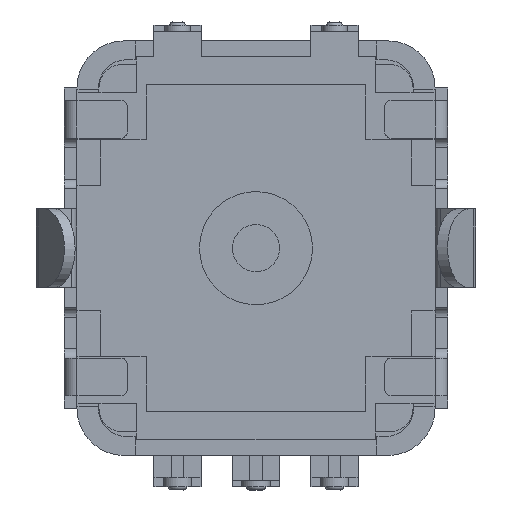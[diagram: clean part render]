
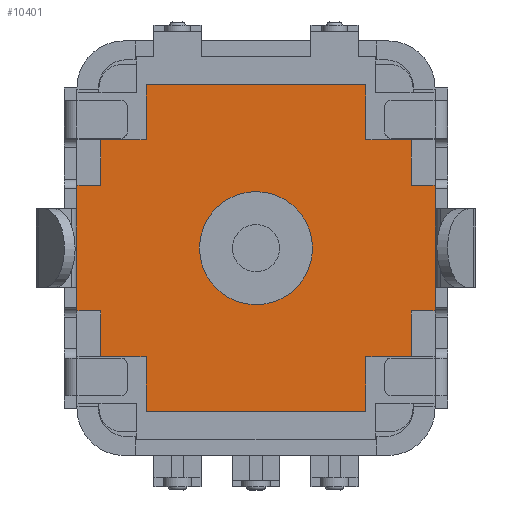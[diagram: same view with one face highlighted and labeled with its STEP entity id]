
A CAD part, front view. The second image highlights one B-rep face of the part: STEP entity #10401.
In plain terms, the highlighted planar face has unit normal (0, -1, 0).
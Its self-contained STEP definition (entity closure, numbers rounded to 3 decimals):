
#541=DIRECTION('',(-1.,0.,0.));
#542=VECTOR('',#541,1.45);
#543=CARTESIAN_POINT('',(4.95,-5.1,-3.45));
#544=LINE('',#543,#542);
#545=DIRECTION('',(0.,0.,-1.));
#546=VECTOR('',#545,1.75);
#547=CARTESIAN_POINT('',(3.5,-5.1,-3.45));
#548=LINE('',#547,#546);
#549=DIRECTION('',(-1.,0.,0.));
#550=VECTOR('',#549,7.);
#551=CARTESIAN_POINT('',(3.5,-5.1,-5.2));
#552=LINE('',#551,#550);
#553=DIRECTION('',(0.,0.,1.));
#554=VECTOR('',#553,1.75);
#555=CARTESIAN_POINT('',(-3.5,-5.1,-5.2));
#556=LINE('',#555,#554);
#557=DIRECTION('',(0.,0.,1.));
#558=VECTOR('',#557,2.5);
#559=CARTESIAN_POINT('',(-5.7,-5.1,-1.25));
#560=LINE('',#559,#558);
#561=DIRECTION('',(1.,0.,0.));
#562=VECTOR('',#561,1.45);
#563=CARTESIAN_POINT('',(-4.95,-5.1,3.45));
#564=LINE('',#563,#562);
#565=DIRECTION('',(0.,0.,1.));
#566=VECTOR('',#565,1.75);
#567=CARTESIAN_POINT('',(-3.5,-5.1,3.45));
#568=LINE('',#567,#566);
#569=DIRECTION('',(1.,0.,0.));
#570=VECTOR('',#569,7.);
#571=CARTESIAN_POINT('',(-3.5,-5.1,5.2));
#572=LINE('',#571,#570);
#573=DIRECTION('',(0.,0.,-1.));
#574=VECTOR('',#573,1.75);
#575=CARTESIAN_POINT('',(3.5,-5.1,5.2));
#576=LINE('',#575,#574);
#577=CARTESIAN_POINT('',(0.,-5.1,0.));
#578=DIRECTION('',(0.,-1.,0.));
#579=DIRECTION('',(1.,0.,0.));
#580=AXIS2_PLACEMENT_3D('',#577,#578,#579);
#582=CARTESIAN_POINT('',(0.,-5.1,0.));
#583=DIRECTION('',(0.,-1.,0.));
#584=DIRECTION('',(-0.998,0.,0.063));
#585=AXIS2_PLACEMENT_3D('',#582,#583,#584);
#587=CARTESIAN_POINT('',(0.,-5.1,0.));
#588=DIRECTION('',(0.,-1.,0.));
#589=DIRECTION('',(-1.,0.,0.));
#590=AXIS2_PLACEMENT_3D('',#587,#588,#589);
#592=CARTESIAN_POINT('',(0.,-5.1,0.));
#593=DIRECTION('',(0.,-1.,0.));
#594=DIRECTION('',(0.998,0.,-0.063));
#595=AXIS2_PLACEMENT_3D('',#592,#593,#594);
#619=DIRECTION('',(0.,0.,1.));
#620=VECTOR('',#619,0.75);
#621=CARTESIAN_POINT('',(5.7,-5.1,-2.));
#622=LINE('',#621,#620);
#731=DIRECTION('',(0.,0.,1.));
#732=VECTOR('',#731,2.5);
#733=CARTESIAN_POINT('',(5.7,-5.1,-1.25));
#734=LINE('',#733,#732);
#739=DIRECTION('',(0.,0.,1.));
#740=VECTOR('',#739,0.75);
#741=CARTESIAN_POINT('',(5.7,-5.1,1.25));
#742=LINE('',#741,#740);
#769=DIRECTION('',(-1.,0.,0.));
#770=VECTOR('',#769,0.75);
#771=CARTESIAN_POINT('',(5.7,-5.1,2.));
#772=LINE('',#771,#770);
#781=DIRECTION('',(0.,0.,1.));
#782=VECTOR('',#781,1.45);
#783=CARTESIAN_POINT('',(4.95,-5.1,2.));
#784=LINE('',#783,#782);
#785=DIRECTION('',(-1.,0.,0.));
#786=VECTOR('',#785,1.45);
#787=CARTESIAN_POINT('',(4.95,-5.1,3.45));
#788=LINE('',#787,#786);
#829=DIRECTION('',(0.,0.,-1.));
#830=VECTOR('',#829,1.45);
#831=CARTESIAN_POINT('',(-4.95,-5.1,3.45));
#832=LINE('',#831,#830);
#845=DIRECTION('',(-1.,0.,0.));
#846=VECTOR('',#845,0.75);
#847=CARTESIAN_POINT('',(-4.95,-5.1,2.));
#848=LINE('',#847,#846);
#879=DIRECTION('',(0.,0.,-1.));
#880=VECTOR('',#879,0.75);
#881=CARTESIAN_POINT('',(-5.7,-5.1,2.));
#882=LINE('',#881,#880);
#1352=DIRECTION('',(0.,0.,-1.));
#1353=VECTOR('',#1352,0.75);
#1354=CARTESIAN_POINT('',(-5.7,-5.1,-1.25));
#1355=LINE('',#1354,#1353);
#1390=DIRECTION('',(1.,0.,0.));
#1391=VECTOR('',#1390,0.75);
#1392=CARTESIAN_POINT('',(-5.7,-5.1,-2.));
#1393=LINE('',#1392,#1391);
#1402=DIRECTION('',(0.,0.,-1.));
#1403=VECTOR('',#1402,1.45);
#1404=CARTESIAN_POINT('',(-4.95,-5.1,-2.));
#1405=LINE('',#1404,#1403);
#1406=DIRECTION('',(1.,0.,0.));
#1407=VECTOR('',#1406,1.45);
#1408=CARTESIAN_POINT('',(-4.95,-5.1,-3.45));
#1409=LINE('',#1408,#1407);
#1450=DIRECTION('',(0.,0.,1.));
#1451=VECTOR('',#1450,1.45);
#1452=CARTESIAN_POINT('',(4.95,-5.1,-3.45));
#1453=LINE('',#1452,#1451);
#1466=DIRECTION('',(1.,0.,0.));
#1467=VECTOR('',#1466,0.75);
#1468=CARTESIAN_POINT('',(4.95,-5.1,-2.));
#1469=LINE('',#1468,#1467);
#8043=CARTESIAN_POINT('',(-5.7,-5.1,1.25));
#8044=VERTEX_POINT('',#8043);
#8065=CARTESIAN_POINT('',(-5.7,-5.1,-1.25));
#8066=VERTEX_POINT('',#8065);
#8067=CARTESIAN_POINT('',(5.7,-5.1,-2.));
#8068=CARTESIAN_POINT('',(5.7,-5.1,-1.25));
#8069=VERTEX_POINT('',#8067);
#8070=VERTEX_POINT('',#8068);
#8071=CARTESIAN_POINT('',(4.95,-5.1,-2.));
#8072=VERTEX_POINT('',#8071);
#8073=CARTESIAN_POINT('',(4.95,-5.1,-3.45));
#8074=VERTEX_POINT('',#8073);
#8075=CARTESIAN_POINT('',(3.5,-5.1,-3.45));
#8076=VERTEX_POINT('',#8075);
#8077=CARTESIAN_POINT('',(3.5,-5.1,-5.2));
#8078=VERTEX_POINT('',#8077);
#8079=CARTESIAN_POINT('',(-3.5,-5.1,-5.2));
#8080=VERTEX_POINT('',#8079);
#8081=CARTESIAN_POINT('',(-3.5,-5.1,-3.45));
#8082=VERTEX_POINT('',#8081);
#8083=CARTESIAN_POINT('',(-4.95,-5.1,-3.45));
#8084=VERTEX_POINT('',#8083);
#8085=CARTESIAN_POINT('',(-4.95,-5.1,-2.));
#8086=VERTEX_POINT('',#8085);
#8087=CARTESIAN_POINT('',(-5.7,-5.1,-2.));
#8088=VERTEX_POINT('',#8087);
#8089=CARTESIAN_POINT('',(-5.7,-5.1,2.));
#8090=VERTEX_POINT('',#8089);
#8091=CARTESIAN_POINT('',(-4.95,-5.1,2.));
#8092=VERTEX_POINT('',#8091);
#8093=CARTESIAN_POINT('',(-4.95,-5.1,3.45));
#8094=VERTEX_POINT('',#8093);
#8095=CARTESIAN_POINT('',(-3.5,-5.1,3.45));
#8096=VERTEX_POINT('',#8095);
#8097=CARTESIAN_POINT('',(-3.5,-5.1,5.2));
#8098=VERTEX_POINT('',#8097);
#8099=CARTESIAN_POINT('',(3.5,-5.1,5.2));
#8100=VERTEX_POINT('',#8099);
#8101=CARTESIAN_POINT('',(3.5,-5.1,3.45));
#8102=VERTEX_POINT('',#8101);
#8103=CARTESIAN_POINT('',(4.95,-5.1,3.45));
#8104=VERTEX_POINT('',#8103);
#8105=CARTESIAN_POINT('',(4.95,-5.1,2.));
#8106=VERTEX_POINT('',#8105);
#8107=CARTESIAN_POINT('',(5.7,-5.1,2.));
#8108=VERTEX_POINT('',#8107);
#8109=CARTESIAN_POINT('',(5.7,-5.1,1.25));
#8110=VERTEX_POINT('',#8109);
#8111=CARTESIAN_POINT('',(1.8,-5.1,0.));
#8112=CARTESIAN_POINT('',(-1.796,-5.1,0.113));
#8113=VERTEX_POINT('',#8111);
#8114=VERTEX_POINT('',#8112);
#8115=CARTESIAN_POINT('',(-1.8,-5.1,0.));
#8116=VERTEX_POINT('',#8115);
#8117=CARTESIAN_POINT('',(1.796,-5.1,-0.113));
#8118=VERTEX_POINT('',#8117);
#10337=CARTESIAN_POINT('',(0.,-5.1,0.));
#10338=DIRECTION('',(0.,1.,0.));
#10339=DIRECTION('',(-1.,0.,0.));
#10340=AXIS2_PLACEMENT_3D('',#10337,#10338,#10339);
#10341=PLANE('',#10340);
#10343=ORIENTED_EDGE('',*,*,#10342,.F.);
#10345=ORIENTED_EDGE('',*,*,#10344,.F.);
#10347=ORIENTED_EDGE('',*,*,#10346,.F.);
#10349=ORIENTED_EDGE('',*,*,#10348,.T.);
#10351=ORIENTED_EDGE('',*,*,#10350,.T.);
#10353=ORIENTED_EDGE('',*,*,#10352,.T.);
#10355=ORIENTED_EDGE('',*,*,#10354,.T.);
#10357=ORIENTED_EDGE('',*,*,#10356,.F.);
#10359=ORIENTED_EDGE('',*,*,#10358,.F.);
#10361=ORIENTED_EDGE('',*,*,#10360,.F.);
#10363=ORIENTED_EDGE('',*,*,#10362,.F.);
#10364=ORIENTED_EDGE('',*,*,#10330,.T.);
#10366=ORIENTED_EDGE('',*,*,#10365,.F.);
#10368=ORIENTED_EDGE('',*,*,#10367,.F.);
#10370=ORIENTED_EDGE('',*,*,#10369,.F.);
#10372=ORIENTED_EDGE('',*,*,#10371,.T.);
#10374=ORIENTED_EDGE('',*,*,#10373,.T.);
#10376=ORIENTED_EDGE('',*,*,#10375,.T.);
#10378=ORIENTED_EDGE('',*,*,#10377,.T.);
#10380=ORIENTED_EDGE('',*,*,#10379,.F.);
#10382=ORIENTED_EDGE('',*,*,#10381,.F.);
#10384=ORIENTED_EDGE('',*,*,#10383,.F.);
#10386=ORIENTED_EDGE('',*,*,#10385,.F.);
#10388=ORIENTED_EDGE('',*,*,#10387,.F.);
#10389=EDGE_LOOP('',(#10343,#10345,#10347,#10349,#10351,#10353,#10355,#10357,
#10359,#10361,#10363,#10364,#10366,#10368,#10370,#10372,#10374,#10376,#10378,
#10380,#10382,#10384,#10386,#10388));
#10390=FACE_OUTER_BOUND('',#10389,.F.);
#10392=ORIENTED_EDGE('',*,*,#10391,.T.);
#10394=ORIENTED_EDGE('',*,*,#10393,.T.);
#10396=ORIENTED_EDGE('',*,*,#10395,.T.);
#10398=ORIENTED_EDGE('',*,*,#10397,.T.);
#10399=EDGE_LOOP('',(#10392,#10394,#10396,#10398));
#10400=FACE_BOUND('',#10399,.F.);
#10401=ADVANCED_FACE('',(#10390,#10400),#10341,.F.);
#581=CIRCLE('',#580,1.8);
#586=CIRCLE('',#585,1.8);
#591=CIRCLE('',#590,1.8);
#596=CIRCLE('',#595,1.8);
#10330=EDGE_CURVE('',#8066,#8044,#560,.T.);
#10342=EDGE_CURVE('',#8069,#8070,#622,.T.);
#10344=EDGE_CURVE('',#8072,#8069,#1469,.T.);
#10346=EDGE_CURVE('',#8074,#8072,#1453,.T.);
#10348=EDGE_CURVE('',#8074,#8076,#544,.T.);
#10350=EDGE_CURVE('',#8076,#8078,#548,.T.);
#10352=EDGE_CURVE('',#8078,#8080,#552,.T.);
#10354=EDGE_CURVE('',#8080,#8082,#556,.T.);
#10356=EDGE_CURVE('',#8084,#8082,#1409,.T.);
#10358=EDGE_CURVE('',#8086,#8084,#1405,.T.);
#10360=EDGE_CURVE('',#8088,#8086,#1393,.T.);
#10362=EDGE_CURVE('',#8066,#8088,#1355,.T.);
#10365=EDGE_CURVE('',#8090,#8044,#882,.T.);
#10367=EDGE_CURVE('',#8092,#8090,#848,.T.);
#10369=EDGE_CURVE('',#8094,#8092,#832,.T.);
#10371=EDGE_CURVE('',#8094,#8096,#564,.T.);
#10373=EDGE_CURVE('',#8096,#8098,#568,.T.);
#10375=EDGE_CURVE('',#8098,#8100,#572,.T.);
#10377=EDGE_CURVE('',#8100,#8102,#576,.T.);
#10379=EDGE_CURVE('',#8104,#8102,#788,.T.);
#10381=EDGE_CURVE('',#8106,#8104,#784,.T.);
#10383=EDGE_CURVE('',#8108,#8106,#772,.T.);
#10385=EDGE_CURVE('',#8110,#8108,#742,.T.);
#10387=EDGE_CURVE('',#8070,#8110,#734,.T.);
#10391=EDGE_CURVE('',#8113,#8114,#581,.T.);
#10393=EDGE_CURVE('',#8114,#8116,#586,.T.);
#10395=EDGE_CURVE('',#8116,#8118,#591,.T.);
#10397=EDGE_CURVE('',#8118,#8113,#596,.T.);
